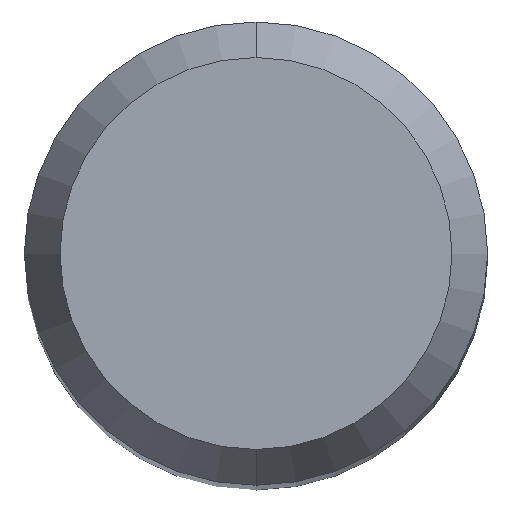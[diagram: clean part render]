
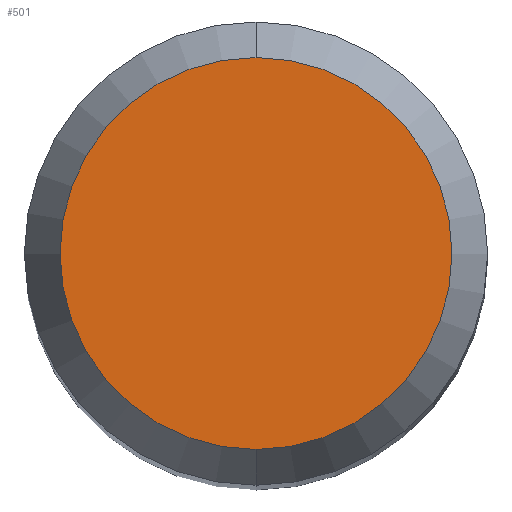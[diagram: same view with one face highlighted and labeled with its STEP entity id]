
A CAD part, top view. The second image highlights one B-rep face of the part: STEP entity #501.
In plain terms, the highlighted planar face has unit normal (0, 0, 1).
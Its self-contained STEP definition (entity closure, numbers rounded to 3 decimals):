
#297=EDGE_CURVE('',#517,#485,#668,.T.);
#383=EDGE_CURVE('',#485,#517,#765,.T.);
#485=VERTEX_POINT('',#877);
#501=ADVANCED_FACE('',(#893),#894,.T.);
#517=VERTEX_POINT('',#911);
#668=CIRCLE('',#1184,2.538);
#765=CIRCLE('',#1361,2.538);
#877=CARTESIAN_POINT('',(0.,-2.538,0.0));
#893=FACE_OUTER_BOUND('',#1598,.T.);
#894=PLANE('',#1599);
#911=CARTESIAN_POINT('',(0.0,2.538,0.0));
#1184=AXIS2_PLACEMENT_3D('',#1791,#1792,#1793);
#1361=AXIS2_PLACEMENT_3D('',#1913,#1914,#1915);
#1598=EDGE_LOOP('',(#2042,#2043));
#1599=AXIS2_PLACEMENT_3D('',#2044,#2045,#2046);
#1791=CARTESIAN_POINT('',(0.0,0.0,0.0));
#1792=DIRECTION('',(0.0,0.0,-1.0));
#1793=DIRECTION('',(0.0,1.0,0.0));
#1913=CARTESIAN_POINT('',(0.0,0.0,0.0));
#1914=DIRECTION('',(0.0,0.0,-1.0));
#1915=DIRECTION('',(0.0,1.0,0.0));
#2042=ORIENTED_EDGE('',*,*,#297,.F.);
#2043=ORIENTED_EDGE('',*,*,#383,.F.);
#2044=CARTESIAN_POINT('',(0.0,1.269,0.0));
#2045=DIRECTION('',(-0.0,0.0,1.0));
#2046=DIRECTION('',(0.0,-1.0,0.0));
